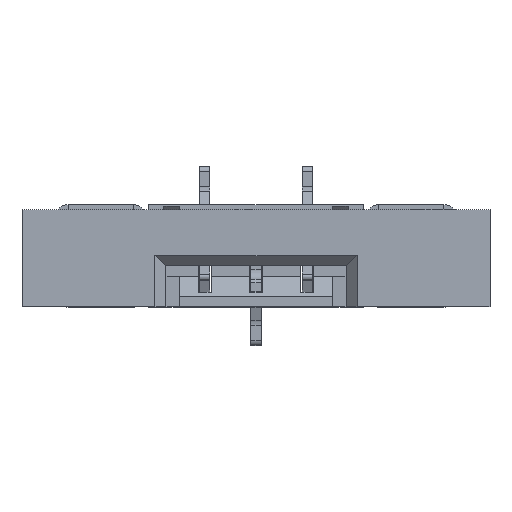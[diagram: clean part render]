
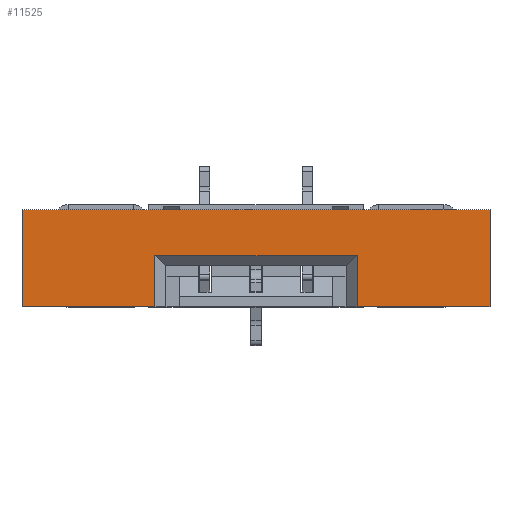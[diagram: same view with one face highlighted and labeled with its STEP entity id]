
A CAD part, top view. The second image highlights one B-rep face of the part: STEP entity #11525.
In plain terms, the highlighted planar face has unit normal (0, 0, 1).
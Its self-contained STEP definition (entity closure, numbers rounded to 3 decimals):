
#251 = LINE ( 'NONE', #10030, #20078 ) ;
#304 = ORIENTED_EDGE ( 'NONE', *, *, #16754, .T. ) ;
#676 = LINE ( 'NONE', #5221, #10950 ) ;
#1068 = VECTOR ( 'NONE', #8874, 1000. ) ;
#1700 = CARTESIAN_POINT ( 'NONE',  ( 4.575, -1., 4.5 ) ) ;
#3153 = DIRECTION ( 'NONE',  ( 1., 0., 0. ) ) ;
#3400 = VECTOR ( 'NONE', #20984, 1000. ) ;
#3671 = VERTEX_POINT ( 'NONE', #7535 ) ;
#5221 = CARTESIAN_POINT ( 'NONE',  ( -4.575, 0.9, 4.5 ) ) ;
#6406 = CARTESIAN_POINT ( 'NONE',  ( 1.975, -1., 4.5 ) ) ;
#6444 = CARTESIAN_POINT ( 'NONE',  ( -4.575, -1., 4.5 ) ) ;
#6822 = CARTESIAN_POINT ( 'NONE',  ( -4.575, -1., 4.5 ) ) ;
#7225 = ORIENTED_EDGE ( 'NONE', *, *, #12816, .F. ) ;
#7535 = CARTESIAN_POINT ( 'NONE',  ( -1.975, 0., 4.5 ) ) ;
#7579 = VERTEX_POINT ( 'NONE', #1700 ) ;
#7766 = CARTESIAN_POINT ( 'NONE',  ( -4.575, 0., 4.5 ) ) ;
#7942 = VERTEX_POINT ( 'NONE', #24393 ) ;
#8653 = DIRECTION ( 'NONE',  ( 0., -1., 0. ) ) ;
#8874 = DIRECTION ( 'NONE',  ( 1., 0., 0. ) ) ;
#8890 = DIRECTION ( 'NONE',  ( 0., 0., -1. ) ) ;
#10030 = CARTESIAN_POINT ( 'NONE',  ( -1.975, -0.2, 4.5 ) ) ;
#10617 = DIRECTION ( 'NONE',  ( 1., 0., 0. ) ) ;
#10713 = PLANE ( 'NONE',  #15646 ) ;
#10950 = VECTOR ( 'NONE', #10617, 1000. ) ;
#11122 = VERTEX_POINT ( 'NONE', #14255 ) ;
#11525 = ADVANCED_FACE ( 'NONE', ( #18382 ), #10713, .F. ) ;
#12198 = CARTESIAN_POINT ( 'NONE',  ( 4.575, -1., 4.5 ) ) ;
#12816 = EDGE_CURVE ( 'NONE', #20668, #21966, #22516, .T. ) ;
#13144 = CARTESIAN_POINT ( 'NONE',  ( -4.575, -1., 4.5 ) ) ;
#14255 = CARTESIAN_POINT ( 'NONE',  ( 1.975, 0., 4.5 ) ) ;
#14480 = EDGE_CURVE ( 'NONE', #20668, #24318, #27425, .T. ) ;
#15646 = AXIS2_PLACEMENT_3D ( 'NONE', #31672, #8890, #24262 ) ;
#15964 = VERTEX_POINT ( 'NONE', #6406 ) ;
#16377 = ORIENTED_EDGE ( 'NONE', *, *, #27497, .T. ) ;
#16715 = EDGE_CURVE ( 'NONE', #21966, #7942, #676, .T. ) ;
#16754 = EDGE_CURVE ( 'NONE', #3671, #11122, #18445, .T. ) ;
#17659 = DIRECTION ( 'NONE',  ( 0., 1., 0. ) ) ;
#18382 = FACE_OUTER_BOUND ( 'NONE', #22424, .T. ) ;
#18445 = LINE ( 'NONE', #7766, #3400 ) ;
#18991 = EDGE_CURVE ( 'NONE', #24318, #3671, #251, .T. ) ;
#19061 = VECTOR ( 'NONE', #3153, 1000. ) ;
#20078 = VECTOR ( 'NONE', #17659, 1000. ) ;
#20265 = EDGE_CURVE ( 'NONE', #15964, #7579, #25994, .T. ) ;
#20668 = VERTEX_POINT ( 'NONE', #24732 ) ;
#20984 = DIRECTION ( 'NONE',  ( 1., 0., 0. ) ) ;
#21966 = VERTEX_POINT ( 'NONE', #31124 ) ;
#22424 = EDGE_LOOP ( 'NONE', ( #31280, #32144, #304, #16377, #22615, #30882, #28851, #7225 ) ) ;
#22516 = LINE ( 'NONE', #6444, #29226 ) ;
#22615 = ORIENTED_EDGE ( 'NONE', *, *, #20265, .T. ) ;
#23707 = LINE ( 'NONE', #26403, #31534 ) ;
#24262 = DIRECTION ( 'NONE',  ( -1., 0., 0. ) ) ;
#24318 = VERTEX_POINT ( 'NONE', #31290 ) ;
#24393 = CARTESIAN_POINT ( 'NONE',  ( 4.575, 0.9, 4.5 ) ) ;
#24732 = CARTESIAN_POINT ( 'NONE',  ( -4.575, -1., 4.5 ) ) ;
#25994 = LINE ( 'NONE', #13144, #19061 ) ;
#26403 = CARTESIAN_POINT ( 'NONE',  ( 1.975, -1., 4.5 ) ) ;
#27425 = LINE ( 'NONE', #6822, #1068 ) ;
#27497 = EDGE_CURVE ( 'NONE', #11122, #15964, #23707, .T. ) ;
#27567 = LINE ( 'NONE', #12198, #28103 ) ;
#28103 = VECTOR ( 'NONE', #28236, 1000. ) ;
#28236 = DIRECTION ( 'NONE',  ( 0., 1., 0. ) ) ;
#28851 = ORIENTED_EDGE ( 'NONE', *, *, #16715, .F. ) ;
#29226 = VECTOR ( 'NONE', #32786, 1000. ) ;
#30882 = ORIENTED_EDGE ( 'NONE', *, *, #33256, .T. ) ;
#31124 = CARTESIAN_POINT ( 'NONE',  ( -4.575, 0.9, 4.5 ) ) ;
#31280 = ORIENTED_EDGE ( 'NONE', *, *, #14480, .T. ) ;
#31290 = CARTESIAN_POINT ( 'NONE',  ( -1.975, -1., 4.5 ) ) ;
#31534 = VECTOR ( 'NONE', #8653, 1000. ) ;
#31672 = CARTESIAN_POINT ( 'NONE',  ( -4.575, -1., 4.5 ) ) ;
#32144 = ORIENTED_EDGE ( 'NONE', *, *, #18991, .T. ) ;
#32786 = DIRECTION ( 'NONE',  ( 0., 1., 0. ) ) ;
#33256 = EDGE_CURVE ( 'NONE', #7579, #7942, #27567, .T. ) ;
